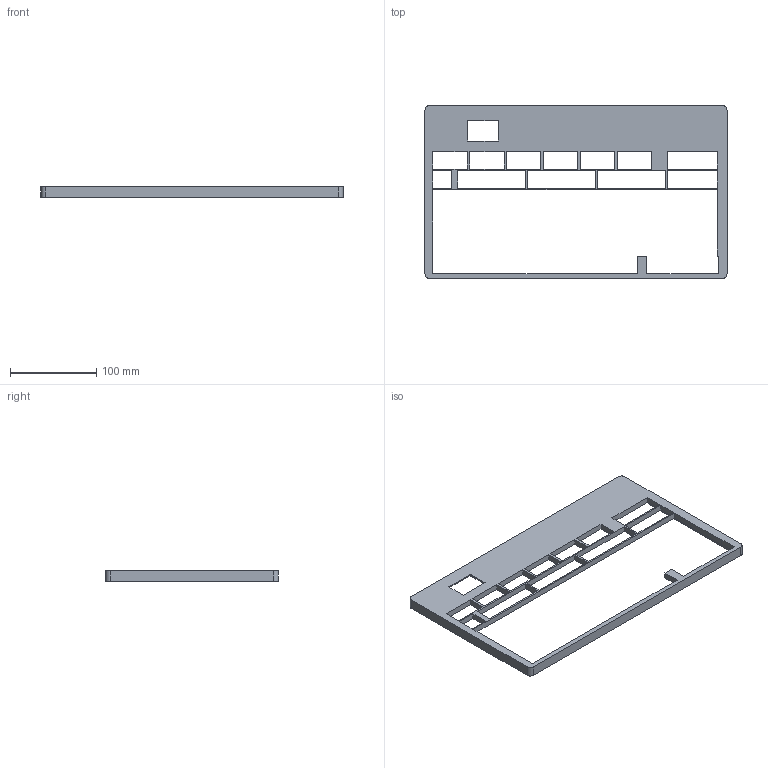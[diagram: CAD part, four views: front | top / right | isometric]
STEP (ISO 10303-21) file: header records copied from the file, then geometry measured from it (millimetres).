
FILE_DESCRIPTION(('FreeCAD Model'),'2;1');
FILE_NAME('Open CASCADE Shape Model','2023-12-21T15:27:08',(''),(''), 'Open CASCADE STEP processor 7.6','FreeCAD','Unknown');
FILE_SCHEMA(('AUTOMOTIVE_DESIGN { 1 0 10303 214 1 1 1 1 }'));
Length unit declared in the file: millimetre
Products named in the file (1): TopLayerBody
Bounding box: 350 x 200 x 12 mm (x, y, z)
Volume: 157687.6 mm3; surface area: 89807.9 mm2
Topology: 1 solids, 1 shells, 137 faces, 378 edges, 251 vertices
Faces by surface type: plane 117, cylinder 20
Full cylindrical faces by diameter (mm): 6.4 x4
Entity records: 9364 total; most frequent: CARTESIAN_POINT 1631, DIRECTION 1432, LINE 1054, VECTOR 1054, ORIENTED_EDGE 756, PCURVE 756, DEFINITIONAL_REPRESENTATION 756, EDGE_CURVE 378
